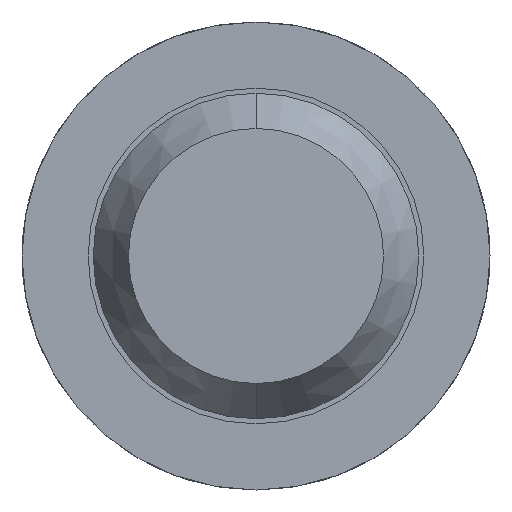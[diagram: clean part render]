
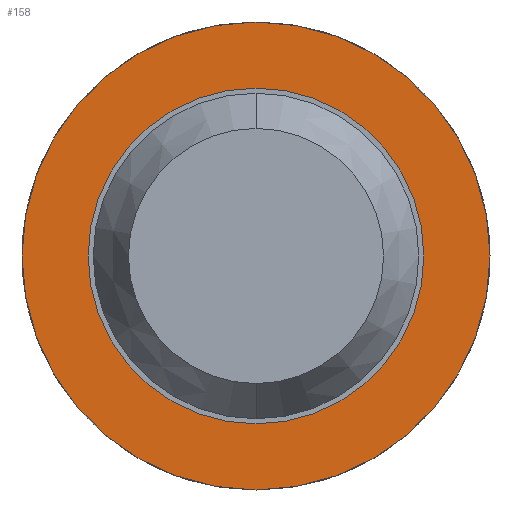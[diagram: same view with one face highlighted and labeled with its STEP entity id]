
A CAD part, front view. The second image highlights one B-rep face of the part: STEP entity #158.
In plain terms, the highlighted planar face has unit normal (0, -1, 0).
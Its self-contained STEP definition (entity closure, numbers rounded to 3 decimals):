
#7 = CARTESIAN_POINT ( 'NONE',  ( 0., -1.7, 0. ) ) ;
#34 = EDGE_CURVE ( 'Defeature ausgef�hrt3_10+Defeature ausgef�hrt3_14+Defeature ausgef�hrt3_14+Defeature ausgef�hrt3_14', #2684, #2134, #1811, .T. ) ;
#158 = ADVANCED_FACE ( 'Defeature ausgef�hrt3_14', ( #2615, #1629 ), #1486, .F. ) ;
#292 = DIRECTION ( 'NONE',  ( 0., 1., 0. ) ) ;
#377 = DIRECTION ( 'NONE',  ( 0., 0., 1. ) ) ;
#455 = EDGE_CURVE ( 'Defeature ausgef�hrt3_14+Defeature ausgef�hrt3_13+Defeature ausgef�hrt3_13+Defeature ausgef�hrt3_13', #3681, #2424, #1167, .T. ) ;
#625 = CARTESIAN_POINT ( 'NONE',  ( 0., -1.7, 0. ) ) ;
#848 = CARTESIAN_POINT ( 'NONE',  ( 0., -1.7, -1.15 ) ) ;
#974 = CIRCLE ( 'NONE', #1505, 1.15 ) ;
#1086 = CARTESIAN_POINT ( 'NONE',  ( 0., -1.7, 1.15 ) ) ;
#1167 = CIRCLE ( 'NONE', #1303, 0.825 ) ;
#1175 = EDGE_CURVE ( 'Defeature ausgef�hrt3_14+Defeature ausgef�hrt3_13+Defeature ausgef�hrt3_13+Defeature ausgef�hrt3_13', #2424, #3681, #4135, .T. ) ;
#1303 = AXIS2_PLACEMENT_3D ( 'NONE', #1711, #4675, #4316 ) ;
#1396 = ORIENTED_EDGE ( 'NONE', *, *, #34, .F. ) ;
#1427 = DIRECTION ( 'NONE',  ( 0., 0., 1. ) ) ;
#1486 = PLANE ( 'NONE',  #3050 ) ;
#1500 = CARTESIAN_POINT ( 'NONE',  ( 0.825, -1.7, 0. ) ) ;
#1505 = AXIS2_PLACEMENT_3D ( 'NONE', #7, #2588, #377 ) ;
#1629 = FACE_BOUND ( 'NONE', #4565, .T. ) ;
#1711 = CARTESIAN_POINT ( 'NONE',  ( 0., -1.7, 0. ) ) ;
#1804 = CARTESIAN_POINT ( 'NONE',  ( 0., -1.7, 0. ) ) ;
#1811 = CIRCLE ( 'NONE', #2895, 1.15 ) ;
#1817 = EDGE_LOOP ( 'NONE', ( #3869, #1396 ) ) ;
#1836 = ORIENTED_EDGE ( 'NONE', *, *, #1175, .T. ) ;
#1877 = AXIS2_PLACEMENT_3D ( 'NONE', #625, #2048, #2135 ) ;
#2048 = DIRECTION ( 'NONE',  ( 0., 1., 0. ) ) ;
#2134 = VERTEX_POINT ( 'NONE', #1086 ) ;
#2135 = DIRECTION ( 'NONE',  ( 0., 0., 1. ) ) ;
#2254 = DIRECTION ( 'NONE',  ( 0., 1., 0. ) ) ;
#2424 = VERTEX_POINT ( 'NONE', #2814 ) ;
#2559 = DIRECTION ( 'NONE',  ( 0., 0., 1. ) ) ;
#2588 = DIRECTION ( 'NONE',  ( 0., 1., 0. ) ) ;
#2615 = FACE_OUTER_BOUND ( 'NONE', #1817, .T. ) ;
#2684 = VERTEX_POINT ( 'NONE', #848 ) ;
#2814 = CARTESIAN_POINT ( 'NONE',  ( 0., -1.7, 0.825 ) ) ;
#2886 = EDGE_CURVE ( 'Defeature ausgef�hrt3_10+Defeature ausgef�hrt3_14+Defeature ausgef�hrt3_14+Defeature ausgef�hrt3_14', #2134, #2684, #974, .T. ) ;
#2895 = AXIS2_PLACEMENT_3D ( 'NONE', #1804, #292, #1427 ) ;
#3050 = AXIS2_PLACEMENT_3D ( 'NONE', #1500, #2254, #2559 ) ;
#3681 = VERTEX_POINT ( 'NONE', #4714 ) ;
#3869 = ORIENTED_EDGE ( 'NONE', *, *, #2886, .F. ) ;
#4037 = ORIENTED_EDGE ( 'NONE', *, *, #455, .T. ) ;
#4135 = CIRCLE ( 'NONE', #1877, 0.825 ) ;
#4316 = DIRECTION ( 'NONE',  ( 0., 0., 1. ) ) ;
#4565 = EDGE_LOOP ( 'NONE', ( #1836, #4037 ) ) ;
#4675 = DIRECTION ( 'NONE',  ( 0., 1., 0. ) ) ;
#4714 = CARTESIAN_POINT ( 'NONE',  ( 0., -1.7, -0.825 ) ) ;
